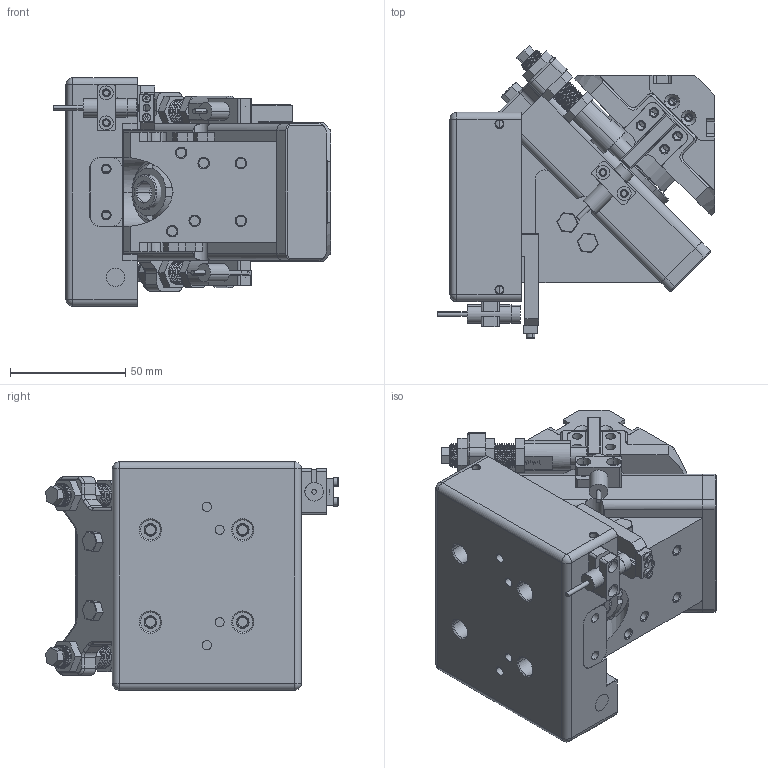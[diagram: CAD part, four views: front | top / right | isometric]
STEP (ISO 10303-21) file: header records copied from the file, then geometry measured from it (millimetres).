
FILE_DESCRIPTION (( 'STEP AP203' ), '1' );
FILE_NAME ('TG12-ZG12.STEP', '2024-12-20T05:54:26', ( 'USER-' ), ( 'Microsoft' ), 'SwSTEP 2.0', 'SolidWorks 2018', '' );
FILE_SCHEMA (( 'CONFIG_CONTROL_DESIGN' ));
Length unit declared in the file: millimetre
Products named in the file (47): TG12; HT-ZG12杅耀.sldasm-Part-1; TG12-W-G.sldasm-Part-80; TG12-W-G.sldasm-Part-9; TG12-W-G.sldasm-Part-69; TG12-W-G.sldasm-Part-78; HT-ZG12杅耀.sldasm-Part-6; 25x12-R3; TG12-W-G.sldasm-Part-5; TG12-W-G.sldasm-Part-87; 遣喳覜茼璃; TG12-W-G.sldasm-Part-14; TG12-W-02-G-B 眻褒輸; 8MM粣; 揤輸杅耀.sldasm-Part-9; TG12-W-G.sldasm-Part-79; TG12-W-G.sldasm-Part-4; TG12-W-G.sldasm-Part-8; TG12-W-G.sldasm-Part-75; HT-ZG12; TG12-W-G.sldasm-Part-73; TG12-W-G.sldasm-Part-6; 埴翐芛_GB_FASTENER_SCREWS_HSHCS M2X8-N; 粟銅揤啣; TG12-W-G.sldasm-Part-83; TG12-W-08-A 癹弇輸.step; 嘐隅薊极; TG12-ZG12; TG12-W-G.sldasm-Part-82; TG12-W-G.sldasm-Part-2; TG12-W-G.sldasm-Part-81; TG12-W-G.sldasm-Part-74; TG12-W-G.sldasm-Part-84; TG12-W-G.sldasm-Part-70; HT-ZG12杅耀; TG12-W-G.sldasm-Part-11; TG12-W-G.sldasm-Part-1; 揤輸蚾饜极; TG12-W-G.sldasm-Part-13; 癹弇輸 ...
Assembly tree (51 placements, depth 4):
  TG12-ZG12
    TG12
      TG12-W-G.sldasm-Part-1
      TG12-W-G.sldasm-Part-2
      TG12-W-G.sldasm-Part-4
      TG12-W-G.sldasm-Part-5  x2
      TG12-W-G.sldasm-Part-6
      TG12-W-G.sldasm-Part-7
      TG12-W-G.sldasm-Part-8
      TG12-W-G.sldasm-Part-9
      TG12-W-G.sldasm-Part-10
      TG12-W-G.sldasm-Part-11
      TG12-W-G.sldasm-Part-13
      TG12-W-G.sldasm-Part-14
      TG12-W-G.sldasm-Part-69
      TG12-W-G.sldasm-Part-70
      TG12-W-G.sldasm-Part-71
      TG12-W-G.sldasm-Part-72
      TG12-W-G.sldasm-Part-73
      TG12-W-G.sldasm-Part-74
      TG12-W-G.sldasm-Part-75
      TG12-W-G.sldasm-Part-76
      TG12-W-G.sldasm-Part-77
      TG12-W-G.sldasm-Part-78
      TG12-W-G.sldasm-Part-79
      TG12-W-G.sldasm-Part-80
      TG12-W-G.sldasm-Part-81
      TG12-W-G.sldasm-Part-82
      TG12-W-G.sldasm-Part-83
      TG12-W-G.sldasm-Part-84
      TG12-W-02-G-B 眻褒輸
      TG12-W-G.sldasm-Part-87
      25x12-R3
      TG12-W-08-A 癹弇輸.step
    HT-ZG12
      HT-ZG12杅耀
        HT-ZG12杅耀.sldasm-Part-1
        HT-ZG12杅耀.sldasm-Part-6
      8MM粣  x2
      遣喳覜茼璃
      癹弇輸  x2
      粣創假蚾极 淩
      粟銅揤啣
      嘐隅薊极
      25x12-R3
      揤輸蚾饜极
        揤輸杅耀.sldasm-Part-9
        埴翐芛_GB_FASTENER_SCREWS_HSHCS M2X8-N  x2
Bounding box: 120.38 x 126.95 x 99 mm (x, y, z)
Volume: 582457.8 mm3; surface area: 157797 mm2
Topology: 50 solids, 56 shells, 2700 faces, 7068 edges, 4585 vertices
Faces by surface type: plane 1153, cylinder 985, bspline 314, cone 214, torus 26, sphere 8
Entity records: 104070 total; most frequent: CARTESIAN_POINT 46359, ORIENTED_EDGE 11302, DIRECTION 10212, EDGE_CURVE 5651, VERTEX_POINT 3674, AXIS2_PLACEMENT_3D 3510, VECTOR 3192, LINE 3192
